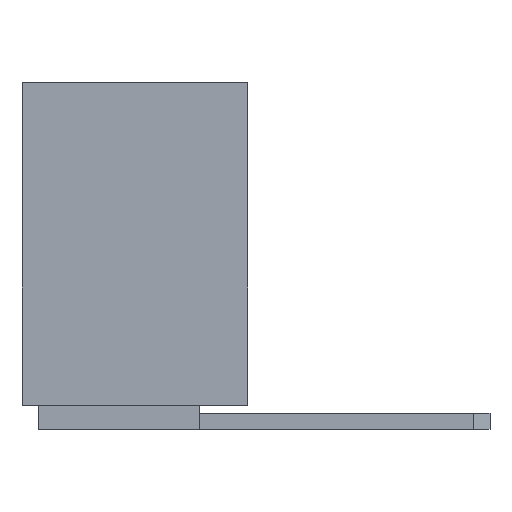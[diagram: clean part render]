
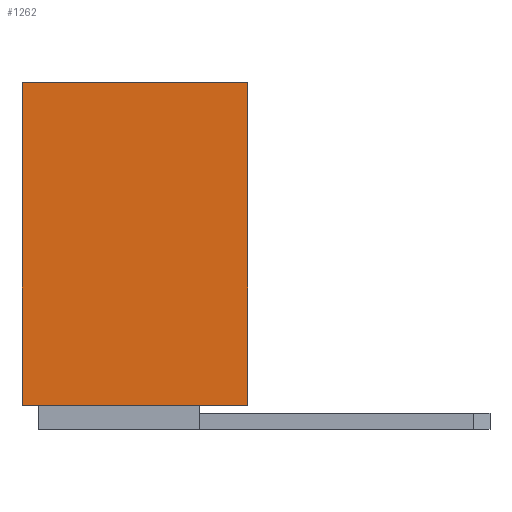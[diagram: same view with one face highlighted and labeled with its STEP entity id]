
A CAD part, left-side view. The second image highlights one B-rep face of the part: STEP entity #1262.
In plain terms, the highlighted planar face has unit normal (-1, 0, 0).
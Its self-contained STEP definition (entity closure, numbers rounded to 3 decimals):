
#133=ORIENTED_EDGE('',*,*,#431,.F.);
#134=ORIENTED_EDGE('',*,*,#468,.F.);
#135=ORIENTED_EDGE('',*,*,#410,.T.);
#136=ORIENTED_EDGE('',*,*,#424,.T.);
#410=EDGE_CURVE('',#586,#585,#699,.T.);
#424=EDGE_CURVE('',#585,#597,#713,.T.);
#431=EDGE_CURVE('',#603,#597,#720,.T.);
#468=EDGE_CURVE('',#586,#603,#757,.T.);
#585=VERTEX_POINT('',#1794);
#586=VERTEX_POINT('',#1796);
#597=VERTEX_POINT('',#1822);
#603=VERTEX_POINT('',#1836);
#699=LINE('',#1795,#872);
#713=LINE('',#1823,#886);
#720=LINE('',#1837,#893);
#757=LINE('',#1909,#930);
#872=VECTOR('',#1448,1000.);
#886=VECTOR('',#1466,1000.);
#893=VECTOR('',#1475,1000.);
#930=VECTOR('',#1530,1000.);
#1042=EDGE_LOOP('',(#133,#134,#135,#136));
#1121=FACE_BOUND('',#1042,.T.);
#1193=PLANE('',#1359);
#1262=ADVANCED_FACE('',(#1121),#1193,.T.);
#1359=AXIS2_PLACEMENT_3D('',#1910,#1531,#1532);
#1448=DIRECTION('',(0.,-1.,0.));
#1466=DIRECTION('',(0.,0.,1.));
#1475=DIRECTION('',(0.,-1.,0.));
#1530=DIRECTION('',(0.,0.,1.));
#1531=DIRECTION('',(-1.,0.,0.));
#1532=DIRECTION('',(0.,0.,1.));
#1794=CARTESIAN_POINT('',(0.,0.,-4.));
#1795=CARTESIAN_POINT('',(0.,2.8,-4.));
#1796=CARTESIAN_POINT('',(0.,2.8,-4.));
#1822=CARTESIAN_POINT('',(0.,0.,0.));
#1823=CARTESIAN_POINT('',(0.,0.,-4.));
#1836=CARTESIAN_POINT('',(0.,2.8,0.));
#1837=CARTESIAN_POINT('',(0.,2.8,0.));
#1909=CARTESIAN_POINT('',(0.,2.8,-4.));
#1910=CARTESIAN_POINT('',(0.,2.8,-4.));
